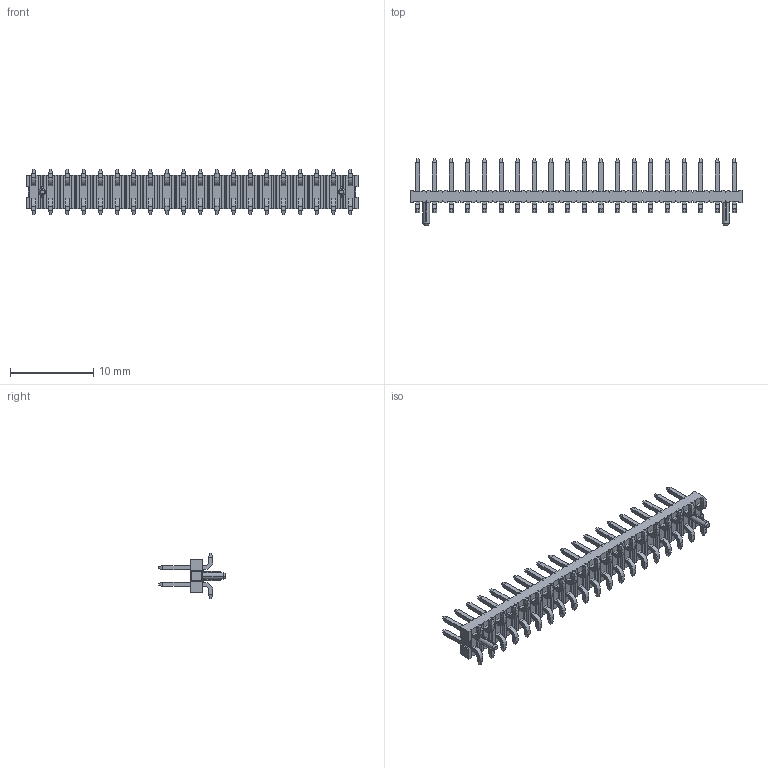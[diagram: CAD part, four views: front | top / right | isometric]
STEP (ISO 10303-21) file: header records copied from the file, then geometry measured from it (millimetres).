
FILE_DESCRIPTION((''),'2;1');
FILE_NAME('877594051','2009-07-01T',('gga'),(''),'PRO/ENGINEER BY PARAMETRIC TECHNOLOGY CORPORATION, 2003451','PRO/ENGINEER BY PARAMETRIC TECHNOLOGY CORPORATION, 2003451','');
FILE_SCHEMA(('CONFIG_CONTROL_DESIGN'));
Length unit declared in the file: millimetre
Products named in the file (1): 877594051
Bounding box: 39.9 x 8 x 5.5 mm (x, y, z)
Volume: 275 mm3; surface area: 1030.4 mm2
Topology: 1 solids, 1 shells, 1364 faces, 3532 edges, 2248 vertices
Faces by surface type: plane 1268, cylinder 92, cone 4
Entity records: 40085 total; most frequent: CARTESIAN_POINT 6981, ORIENTED_EDGE 6732, DIRECTION 6462, EDGE_CURVE 3366, VECTOR 3324, LINE 3324, VERTEX_POINT 2080, AXIS2_PLACEMENT_3D 1569
